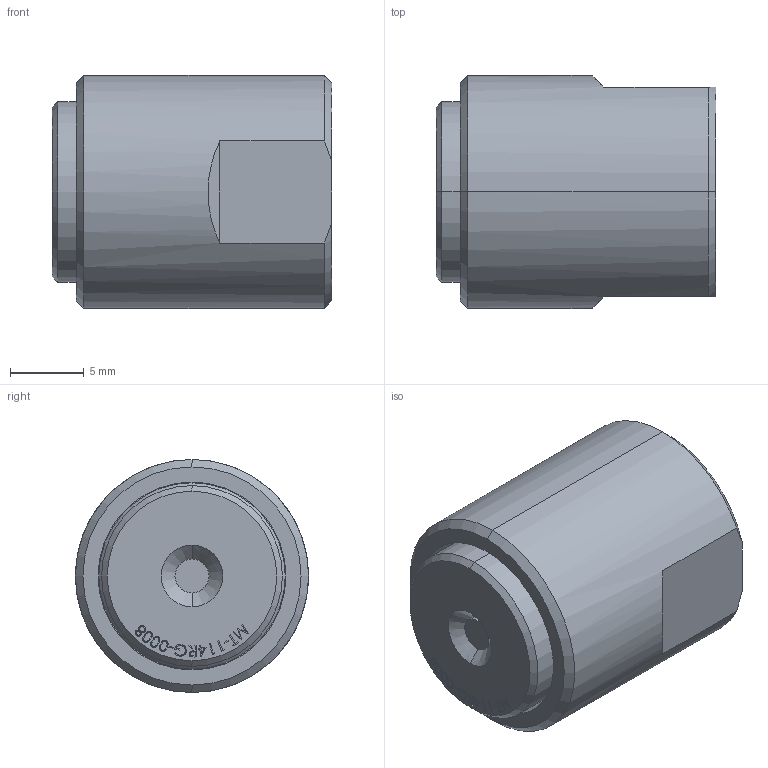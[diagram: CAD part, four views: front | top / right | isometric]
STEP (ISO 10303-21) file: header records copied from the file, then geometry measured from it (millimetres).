
FILE_DESCRIPTION (( 'STEP AP203' ), '1' );
FILE_NAME ('MT-114RG-0008.step', '2019-10-25T17:01:41', ( '' ), ( '' ), 'SwSTEP 2.0', 'SolidWorks 2020', '' );
FILE_SCHEMA (( 'CONFIG_CONTROL_DESIGN' ));
Length unit declared in the file: inch
Products named in the file (1): MT-114RG-0008
Bounding box: 19.02 x 15.85 x 15.85 mm (x, y, z)
Volume: 2655 mm3; surface area: 2892.2 mm2
Topology: 12 solids, 12 shells, 252 faces, 636 edges, 418 vertices
Faces by surface type: plane 107, bspline 61, cylinder 34, cone 28, sphere 16, torus 6
Entity records: 12561 total; most frequent: CARTESIAN_POINT 7078, ORIENTED_EDGE 1192, DIRECTION 928, EDGE_CURVE 596, VERTEX_POINT 394, LINE 332, VECTOR 332, AXIS2_PLACEMENT_3D 298
